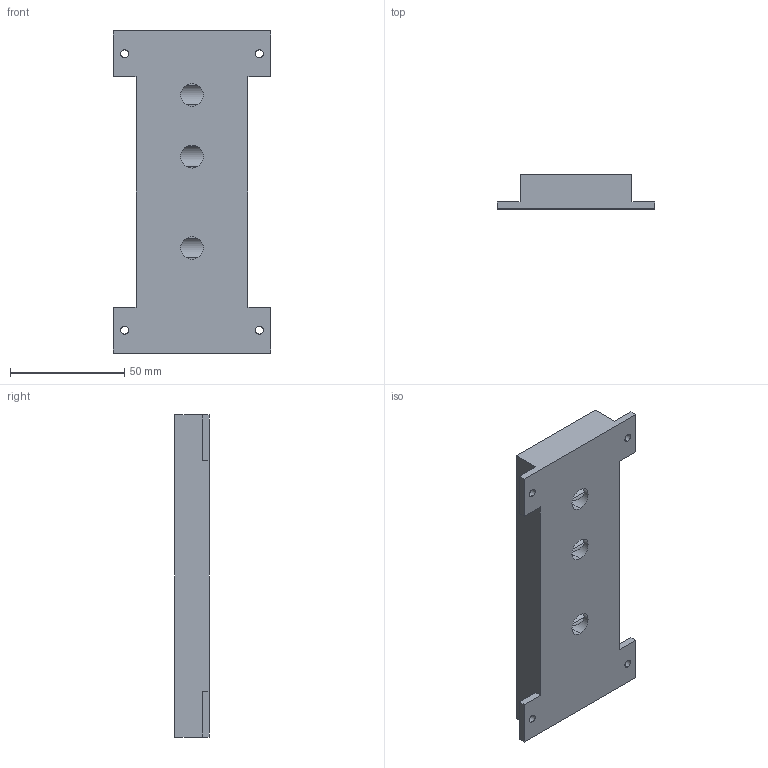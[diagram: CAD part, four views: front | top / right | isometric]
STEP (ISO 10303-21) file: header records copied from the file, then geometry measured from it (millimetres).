
FILE_DESCRIPTION (( 'STEP AP214' ), '1' );
FILE_NAME ('parthaute.STEP', '2023-04-19T12:03:37', ( '' ), ( '' ), 'SwSTEP 2.0', 'SolidWorks 2022', '' );
FILE_SCHEMA (( 'AUTOMOTIVE_DESIGN' ));
Length unit declared in the file: millimetre
Products named in the file (1): parthaute
Bounding box: 69 x 15 x 141 mm (x, y, z)
Volume: 94070 mm3; surface area: 25725.6 mm2
Topology: 1 solids, 1 shells, 59 faces, 144 edges, 87 vertices
Faces by surface type: cylinder 32, plane 27
Entity records: 1767 total; most frequent: CARTESIAN_POINT 345, DIRECTION 289, ORIENTED_EDGE 288, EDGE_CURVE 144, AXIS2_PLACEMENT_3D 103, VERTEX_POINT 87, LINE 83, VECTOR 83
